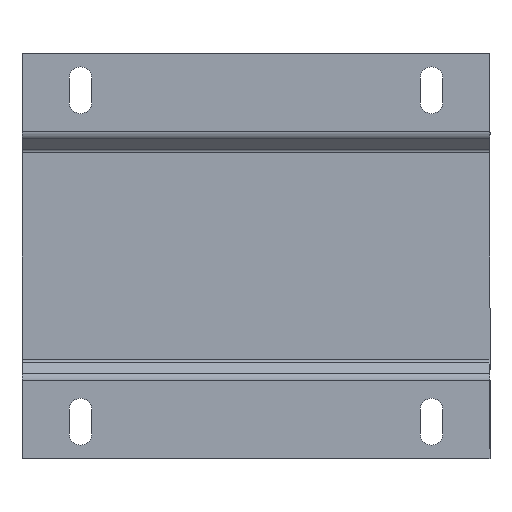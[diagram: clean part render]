
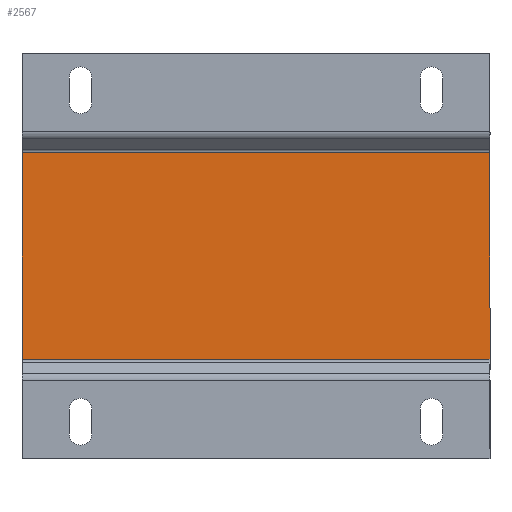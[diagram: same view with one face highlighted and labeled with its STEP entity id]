
A CAD part, front view. The second image highlights one B-rep face of the part: STEP entity #2567.
In plain terms, the highlighted planar face has unit normal (0, -1, 0).
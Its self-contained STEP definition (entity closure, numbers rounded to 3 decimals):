
#172 = DIRECTION ( 'NONE',  ( 0., 0., 1. ) ) ;
#266 = CARTESIAN_POINT ( 'NONE',  ( 0., -51.5, 26.5 ) ) ;
#978 = ORIENTED_EDGE ( 'NONE', *, *, #7180, .F. ) ;
#1204 = VECTOR ( 'NONE', #172, 1000. ) ;
#1360 = ORIENTED_EDGE ( 'NONE', *, *, #2071, .F. ) ;
#1363 = FACE_OUTER_BOUND ( 'NONE', #6040, .T. ) ;
#1822 = CARTESIAN_POINT ( 'NONE',  ( 60., -51.5, -26.5 ) ) ;
#1963 = VERTEX_POINT ( 'NONE', #4284 ) ;
#2071 = EDGE_CURVE ( 'Defeature ausgef�hrt1_76+Defeature ausgef�hrt1_78+Defeature ausgef�hrt1_83+Defeature ausgef�hrt1_96', #5362, #2475, #3006, .T. ) ;
#2124 = VERTEX_POINT ( 'NONE', #3955 ) ;
#2133 = LINE ( 'NONE', #5966, #1204 ) ;
#2144 = VECTOR ( 'NONE', #4174, 1000. ) ;
#2475 = VERTEX_POINT ( 'NONE', #1822 ) ;
#2567 = ADVANCED_FACE ( 'Defeature ausgef�hrt1_78', ( #1363 ), #7116, .F. ) ;
#2726 = ORIENTED_EDGE ( 'NONE', *, *, #3735, .F. ) ;
#2938 = DIRECTION ( 'NONE',  ( 0., 0., 1. ) ) ;
#3006 = LINE ( 'NONE', #7304, #4004 ) ;
#3385 = EDGE_CURVE ( 'Defeature ausgef�hrt1_78+Defeature ausgef�hrt1_85+Defeature ausgef�hrt1_76+Defeature ausgef�hrt1_77', #5362, #2124, #7489, .T. ) ;
#3590 = CARTESIAN_POINT ( 'NONE',  ( 60., -51.5, 26.5 ) ) ;
#3735 = EDGE_CURVE ( 'Defeature ausgef�hrt1_98+Defeature ausgef�hrt1_78+Defeature ausgef�hrt1_96+Defeature ausgef�hrt1_97', #2475, #1963, #6464, .T. ) ;
#3955 = CARTESIAN_POINT ( 'NONE',  ( -60., -51.5, 26.5 ) ) ;
#4004 = VECTOR ( 'NONE', #7334, 1000. ) ;
#4087 = VECTOR ( 'NONE', #4976, 1000. ) ;
#4174 = DIRECTION ( 'NONE',  ( -1., 0., 0. ) ) ;
#4284 = CARTESIAN_POINT ( 'NONE',  ( -60., -51.5, -26.5 ) ) ;
#4546 = ORIENTED_EDGE ( 'NONE', *, *, #3385, .T. ) ;
#4781 = CARTESIAN_POINT ( 'NONE',  ( 0., -51.5, 0. ) ) ;
#4976 = DIRECTION ( 'NONE',  ( -1., 0., 0. ) ) ;
#5362 = VERTEX_POINT ( 'NONE', #3590 ) ;
#5364 = DIRECTION ( 'NONE',  ( 0., 1., 0. ) ) ;
#5966 = CARTESIAN_POINT ( 'NONE',  ( -60., -51.5, 52. ) ) ;
#6040 = EDGE_LOOP ( 'NONE', ( #2726, #1360, #4546, #978 ) ) ;
#6464 = LINE ( 'NONE', #7081, #2144 ) ;
#7071 = AXIS2_PLACEMENT_3D ( 'NONE', #4781, #5364, #2938 ) ;
#7081 = CARTESIAN_POINT ( 'NONE',  ( 0., -51.5, -26.5 ) ) ;
#7116 = PLANE ( 'NONE',  #7071 ) ;
#7180 = EDGE_CURVE ( 'Defeature ausgef�hrt1_77+Defeature ausgef�hrt1_78+Defeature ausgef�hrt1_97+Defeature ausgef�hrt1_84', #1963, #2124, #2133, .T. ) ;
#7304 = CARTESIAN_POINT ( 'NONE',  ( 60., -51.5, 52. ) ) ;
#7334 = DIRECTION ( 'NONE',  ( 0., 0., -1. ) ) ;
#7489 = LINE ( 'NONE', #266, #4087 ) ;
